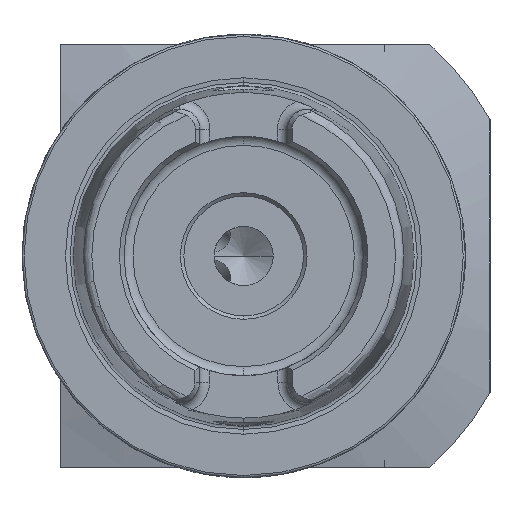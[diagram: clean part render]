
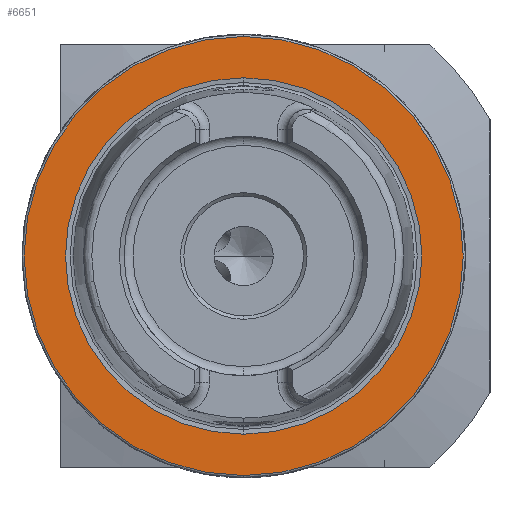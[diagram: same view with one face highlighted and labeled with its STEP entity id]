
A CAD part, left-side view. The second image highlights one B-rep face of the part: STEP entity #6651.
In plain terms, the highlighted planar face has unit normal (-1, 0, 0).
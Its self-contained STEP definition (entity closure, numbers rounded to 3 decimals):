
#235 = FACE_BOUND ( 'NONE', #9263, .T. ) ;
#277 = ORIENTED_EDGE ( 'NONE', *, *, #5421, .T. ) ;
#444 = CARTESIAN_POINT ( 'NONE',  ( 0., 0., -25.324 ) ) ;
#900 = VERTEX_POINT ( 'NONE', #1631 ) ;
#1065 = CARTESIAN_POINT ( 'NONE',  ( 0., 0., 25.324 ) ) ;
#1166 = DIRECTION ( 'NONE',  ( 0., 0., 1. ) ) ;
#1631 = CARTESIAN_POINT ( 'NONE',  ( 0., 0., -31.2 ) ) ;
#1634 = FACE_OUTER_BOUND ( 'NONE', #7754, .T. ) ;
#2087 = AXIS2_PLACEMENT_3D ( 'NONE', #5918, #3872, #8831 ) ;
#2400 = VERTEX_POINT ( 'NONE', #2527 ) ;
#2460 = EDGE_CURVE ( 'NONE', #4271, #7199, #8151, .T. ) ;
#2468 = AXIS2_PLACEMENT_3D ( 'NONE', #7720, #2662, #2477 ) ;
#2477 = DIRECTION ( 'NONE',  ( 0., 0., 1. ) ) ;
#2527 = CARTESIAN_POINT ( 'NONE',  ( 0., 0., 31.2 ) ) ;
#2662 = DIRECTION ( 'NONE',  ( -1., 0., 0. ) ) ;
#2693 = CARTESIAN_POINT ( 'NONE',  ( 0., 0., 0. ) ) ;
#3013 = PLANE ( 'NONE',  #2087 ) ;
#3218 = AXIS2_PLACEMENT_3D ( 'NONE', #9192, #5445, #1166 ) ;
#3872 = DIRECTION ( 'NONE',  ( 1., 0., 0. ) ) ;
#4171 = ORIENTED_EDGE ( 'NONE', *, *, #2460, .F. ) ;
#4271 = VERTEX_POINT ( 'NONE', #444 ) ;
#4398 = DIRECTION ( 'NONE',  ( 0., 0., 1. ) ) ;
#5264 = AXIS2_PLACEMENT_3D ( 'NONE', #8726, #8527, #4398 ) ;
#5421 = EDGE_CURVE ( 'NONE', #2400, #900, #7334, .T. ) ;
#5445 = DIRECTION ( 'NONE',  ( -1., 0., 0. ) ) ;
#5547 = DIRECTION ( 'NONE',  ( 0., 0., 1. ) ) ;
#5770 = EDGE_CURVE ( 'NONE', #900, #2400, #9145, .T. ) ;
#5918 = CARTESIAN_POINT ( 'NONE',  ( 0., 31.2, 0. ) ) ;
#6651 = ADVANCED_FACE ( 'NONE', ( #235, #1634 ), #3013, .F. ) ;
#7199 = VERTEX_POINT ( 'NONE', #1065 ) ;
#7334 = CIRCLE ( 'NONE', #3218, 31.2 ) ;
#7644 = EDGE_CURVE ( 'NONE', #7199, #4271, #9177, .T. ) ;
#7676 = AXIS2_PLACEMENT_3D ( 'NONE', #2693, #8598, #5547 ) ;
#7720 = CARTESIAN_POINT ( 'NONE',  ( 0., 0., 0. ) ) ;
#7743 = ORIENTED_EDGE ( 'NONE', *, *, #7644, .F. ) ;
#7754 = EDGE_LOOP ( 'NONE', ( #277, #7788 ) ) ;
#7788 = ORIENTED_EDGE ( 'NONE', *, *, #5770, .T. ) ;
#8151 = CIRCLE ( 'NONE', #5264, 25.324 ) ;
#8527 = DIRECTION ( 'NONE',  ( -1., 0., 0. ) ) ;
#8598 = DIRECTION ( 'NONE',  ( -1., 0., 0. ) ) ;
#8726 = CARTESIAN_POINT ( 'NONE',  ( 0., 0., 0. ) ) ;
#8831 = DIRECTION ( 'NONE',  ( 0., 0., -1. ) ) ;
#9145 = CIRCLE ( 'NONE', #2468, 31.2 ) ;
#9177 = CIRCLE ( 'NONE', #7676, 25.324 ) ;
#9192 = CARTESIAN_POINT ( 'NONE',  ( 0., 0., 0. ) ) ;
#9263 = EDGE_LOOP ( 'NONE', ( #7743, #4171 ) ) ;
